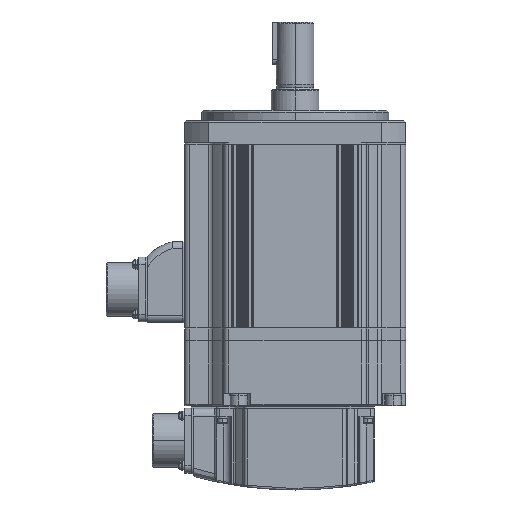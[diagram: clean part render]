
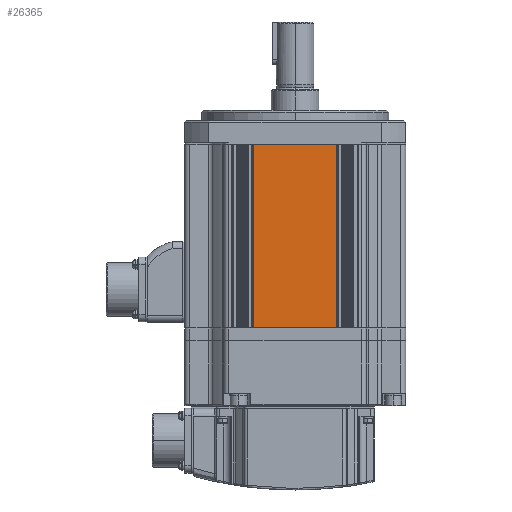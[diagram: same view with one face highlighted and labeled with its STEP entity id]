
A CAD part, left-side view. The second image highlights one B-rep face of the part: STEP entity #26365.
In plain terms, the highlighted planar face has unit normal (-1, 0, 0).
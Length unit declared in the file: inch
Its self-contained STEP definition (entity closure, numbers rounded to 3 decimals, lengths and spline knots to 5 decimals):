
#968 = EDGE_LOOP ( 'NONE', ( #76276, #75881, #18985, #1467 ) ) ;
#1467 = ORIENTED_EDGE ( 'NONE', *, *, #17096, .F. ) ;
#4956 = VERTEX_POINT ( 'NONE', #67689 ) ;
#6849 = VECTOR ( 'NONE', #50416, 39.37008 ) ;
#7367 = VECTOR ( 'NONE', #66870, 39.37008 ) ;
#8452 = DIRECTION ( 'NONE',  ( 0., 0., -1. ) ) ;
#12615 = EDGE_CURVE ( 'NONE', #40510, #4956, #23811, .T. ) ;
#16473 = VERTEX_POINT ( 'NONE', #52100 ) ;
#17096 = EDGE_CURVE ( 'NONE', #47581, #16473, #31952, .T. ) ;
#18985 = ORIENTED_EDGE ( 'NONE', *, *, #38538, .F. ) ;
#20222 = VECTOR ( 'NONE', #39913, 39.37008 ) ;
#21457 = CARTESIAN_POINT ( 'NONE',  ( -2.55906, -0.96457, -4.64567 ) ) ;
#23122 = CARTESIAN_POINT ( 'NONE',  ( -2.55906, -0.96457, -0.3937 ) ) ;
#23811 = LINE ( 'NONE', #48130, #7367 ) ;
#26365 = ADVANCED_FACE ( 'NONE', ( #28429 ), #26789, .F. ) ;
#26789 = PLANE ( 'NONE',  #53618 ) ;
#28429 = FACE_OUTER_BOUND ( 'NONE', #968, .T. ) ;
#31952 = LINE ( 'NONE', #46051, #6849 ) ;
#38538 = EDGE_CURVE ( 'NONE', #16473, #40510, #53223, .T. ) ;
#39913 = DIRECTION ( 'NONE',  ( 0., 0., 1. ) ) ;
#40510 = VERTEX_POINT ( 'NONE', #41533 ) ;
#41533 = CARTESIAN_POINT ( 'NONE',  ( -2.55906, 0.96457, -0.3937 ) ) ;
#45485 = CARTESIAN_POINT ( 'NONE',  ( -2.55906, -0.96457, -0.3937 ) ) ;
#45867 = LINE ( 'NONE', #23122, #73133 ) ;
#46051 = CARTESIAN_POINT ( 'NONE',  ( -2.55906, 1.47638, -4.64567 ) ) ;
#47432 = EDGE_CURVE ( 'NONE', #4956, #47581, #45867, .T. ) ;
#47581 = VERTEX_POINT ( 'NONE', #21457 ) ;
#48130 = CARTESIAN_POINT ( 'NONE',  ( -2.55906, 1.47638, -0.3937 ) ) ;
#50416 = DIRECTION ( 'NONE',  ( 0., 1., 0. ) ) ;
#52100 = CARTESIAN_POINT ( 'NONE',  ( -2.55906, 0.96457, -4.64567 ) ) ;
#53223 = LINE ( 'NONE', #77637, #20222 ) ;
#53618 = AXIS2_PLACEMENT_3D ( 'NONE', #45485, #70751, #8452 ) ;
#66722 = DIRECTION ( 'NONE',  ( 0., 0., -1. ) ) ;
#66870 = DIRECTION ( 'NONE',  ( 0., -1., 0. ) ) ;
#67689 = CARTESIAN_POINT ( 'NONE',  ( -2.55906, -0.96457, -0.3937 ) ) ;
#70751 = DIRECTION ( 'NONE',  ( 1., 0., 0. ) ) ;
#73133 = VECTOR ( 'NONE', #66722, 39.37008 ) ;
#75881 = ORIENTED_EDGE ( 'NONE', *, *, #12615, .F. ) ;
#76276 = ORIENTED_EDGE ( 'NONE', *, *, #47432, .F. ) ;
#77637 = CARTESIAN_POINT ( 'NONE',  ( -2.55906, 0.96457, -0.3937 ) ) ;
